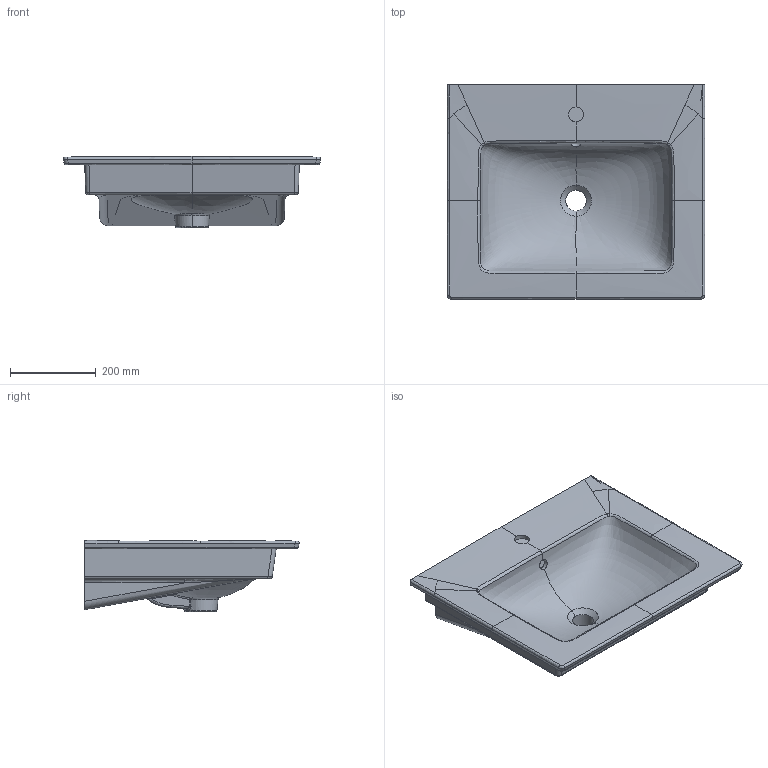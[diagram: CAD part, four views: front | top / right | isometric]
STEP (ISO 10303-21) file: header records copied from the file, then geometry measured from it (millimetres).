
FILE_DESCRIPTION(/* description */ (''),/* implementation_level */ '2;1');
FILE_NAME(/* name */ '412460_Venticello_SWT-60.stp',/* time_stamp */ '2018-11-07T13:37:54+01:00',/* author */ (''),/* organization */ (''),/* preprocessor_version */ 'ST-DEVELOPER v16',/* originating_system */ 'SIEMENS PLM Software NX 10.0',/* authorisation */ '');
FILE_SCHEMA (('AUTOMOTIVE_DESIGN { 1 0 10303 214 3 1 1 1 }'));
Length unit declared in the file: millimetre
Products named in the file (1): Sier039079B3t9hk
Bounding box: 600.01 x 500.02 x 166.74 mm (x, y, z)
Volume: 17471116.5 mm3; surface area: 886326.6 mm2
Topology: 1 solids, 1 shells, 201 faces, 554 edges, 347 vertices
Faces by surface type: bspline 123, cylinder 41, plane 25, sphere 10, cone 2
Full cylindrical faces by diameter (mm): 20.928 x2, 24 x1, 35 x1
Entity records: 24718 total; most frequent: CARTESIAN_POINT 20972, ORIENTED_EDGE 1072, EDGE_CURVE 536, DIRECTION 358, B_SPLINE_CURVE_WITH_KNOTS 355, VERTEX_POINT 344, EDGE_LOOP 210, ADVANCED_FACE 201
